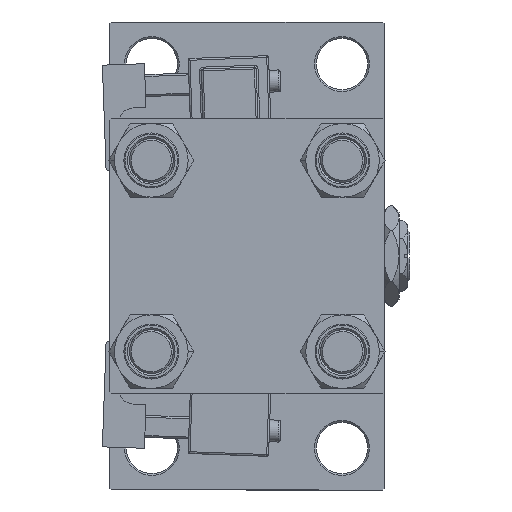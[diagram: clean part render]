
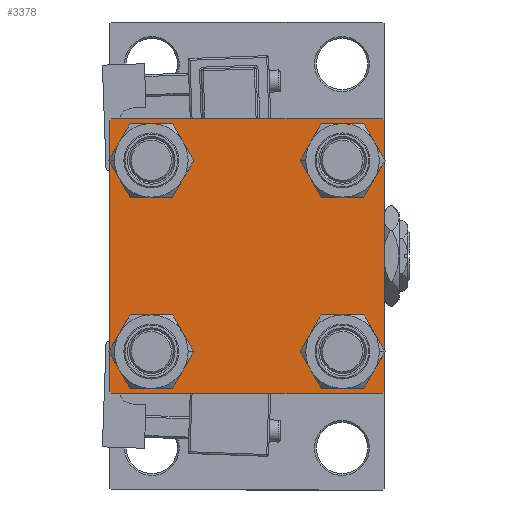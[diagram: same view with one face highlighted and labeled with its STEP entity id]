
A CAD part, left-side view. The second image highlights one B-rep face of the part: STEP entity #3378.
In plain terms, the highlighted planar face has unit normal (-1, 0, 0).
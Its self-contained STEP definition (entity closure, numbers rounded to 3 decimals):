
#347 = CARTESIAN_POINT ( 'NONE',  ( 0., 26.15, -19.65 ) ) ;
#654 = CARTESIAN_POINT ( 'NONE',  ( 0., 37.5, 37. ) ) ;
#917 = EDGE_CURVE ( 'NONE', #41112, #10124, #53010, .T. ) ;
#924 = ORIENTED_EDGE ( 'NONE', *, *, #917, .T. ) ;
#1131 = CARTESIAN_POINT ( 'NONE',  ( 0., 26.15, 19.65 ) ) ;
#1680 = DIRECTION ( 'NONE',  ( 0., 0., 1. ) ) ;
#2128 = ORIENTED_EDGE ( 'NONE', *, *, #7673, .T. ) ;
#3091 = LINE ( 'NONE', #52706, #52488 ) ;
#3253 = EDGE_CURVE ( 'NONE', #30576, #5161, #32660, .T. ) ;
#3378 = ADVANCED_FACE ( 'NONE', ( #28746, #29014, #41362, #33041, #49420 ), #37832, .T. ) ;
#3980 = DIRECTION ( 'NONE',  ( 0., 0., 1. ) ) ;
#5161 = VERTEX_POINT ( 'NONE', #14280 ) ;
#5176 = CARTESIAN_POINT ( 'NONE',  ( 0., -26.15, 26.15 ) ) ;
#5850 = VECTOR ( 'NONE', #17905, 1000. ) ;
#6287 = EDGE_CURVE ( 'NONE', #30818, #20797, #19931, .T. ) ;
#6397 = EDGE_CURVE ( 'NONE', #31405, #51446, #13074, .T. ) ;
#7446 = CARTESIAN_POINT ( 'NONE',  ( 0., -37.5, -37. ) ) ;
#7673 = EDGE_CURVE ( 'NONE', #51446, #31405, #49855, .T. ) ;
#7818 = AXIS2_PLACEMENT_3D ( 'NONE', #35471, #47836, #19897 ) ;
#7850 = LINE ( 'NONE', #8383, #21897 ) ;
#7873 = DIRECTION ( 'NONE',  ( 1., 0., 0. ) ) ;
#8005 = DIRECTION ( 'NONE',  ( 1., 0., 0. ) ) ;
#8383 = CARTESIAN_POINT ( 'NONE',  ( 0., -37.25, -37.25 ) ) ;
#8724 = CARTESIAN_POINT ( 'NONE',  ( 0., 37., -37.5 ) ) ;
#9364 = CIRCLE ( 'NONE', #11062, 6.5 ) ;
#9367 = VERTEX_POINT ( 'NONE', #44795 ) ;
#9831 = CARTESIAN_POINT ( 'NONE',  ( 0., -26.15, -32.65 ) ) ;
#9833 = ORIENTED_EDGE ( 'NONE', *, *, #49901, .T. ) ;
#9936 = DIRECTION ( 'NONE',  ( 1., 0., 0. ) ) ;
#10124 = VERTEX_POINT ( 'NONE', #51916 ) ;
#11062 = AXIS2_PLACEMENT_3D ( 'NONE', #19396, #7873, #24228 ) ;
#11069 = ORIENTED_EDGE ( 'NONE', *, *, #30726, .T. ) ;
#11801 = DIRECTION ( 'NONE',  ( 1., 0., 0. ) ) ;
#12393 = CARTESIAN_POINT ( 'NONE',  ( 0., -37., 37.5 ) ) ;
#12662 = CARTESIAN_POINT ( 'NONE',  ( 0., -26.15, -19.65 ) ) ;
#12684 = AXIS2_PLACEMENT_3D ( 'NONE', #5176, #50248, #1680 ) ;
#12910 = DIRECTION ( 'NONE',  ( -1., 0., 0. ) ) ;
#12971 = AXIS2_PLACEMENT_3D ( 'NONE', #46701, #9936, #34083 ) ;
#13074 = CIRCLE ( 'NONE', #43085, 6.5 ) ;
#14280 = CARTESIAN_POINT ( 'NONE',  ( 0., 26.15, -32.65 ) ) ;
#15173 = EDGE_LOOP ( 'NONE', ( #51862, #36694 ) ) ;
#15375 = AXIS2_PLACEMENT_3D ( 'NONE', #52803, #8005, #3980 ) ;
#15377 = DIRECTION ( 'NONE',  ( 0., -1., 0. ) ) ;
#15549 = DIRECTION ( 'NONE',  ( 0., 0., 1. ) ) ;
#16222 = CIRCLE ( 'NONE', #15375, 6.5 ) ;
#16241 = CARTESIAN_POINT ( 'NONE',  ( 0., 37.5, 37.5 ) ) ;
#17084 = CARTESIAN_POINT ( 'NONE',  ( 0., 37.5, -37.5 ) ) ;
#17905 = DIRECTION ( 'NONE',  ( 0., -0.707, -0.707 ) ) ;
#18651 = CARTESIAN_POINT ( 'NONE',  ( 0., -26.15, -26.15 ) ) ;
#18660 = EDGE_LOOP ( 'NONE', ( #11069, #50779 ) ) ;
#18727 = ORIENTED_EDGE ( 'NONE', *, *, #6287, .T. ) ;
#19144 = LINE ( 'NONE', #38486, #39138 ) ;
#19396 = CARTESIAN_POINT ( 'NONE',  ( 0., 26.15, -26.15 ) ) ;
#19481 = DIRECTION ( 'NONE',  ( 1., 0., 0. ) ) ;
#19570 = CARTESIAN_POINT ( 'NONE',  ( 0., 26.15, 26.15 ) ) ;
#19897 = DIRECTION ( 'NONE',  ( 0., 0., 1. ) ) ;
#19931 = CIRCLE ( 'NONE', #12971, 6.5 ) ;
#20564 = EDGE_CURVE ( 'NONE', #34956, #52143, #51238, .T. ) ;
#20797 = VERTEX_POINT ( 'NONE', #12662 ) ;
#21637 = DIRECTION ( 'NONE',  ( 0., -1., 0. ) ) ;
#21673 = CARTESIAN_POINT ( 'NONE',  ( 0., 37.25, -37.25 ) ) ;
#21897 = VECTOR ( 'NONE', #40576, 1000. ) ;
#23033 = VECTOR ( 'NONE', #15377, 1000. ) ;
#23569 = CIRCLE ( 'NONE', #42411, 6.5 ) ;
#24043 = DIRECTION ( 'NONE',  ( 0., 0., 1. ) ) ;
#24228 = DIRECTION ( 'NONE',  ( 0., 0., 1. ) ) ;
#24400 = CARTESIAN_POINT ( 'NONE',  ( 0., 26.15, 32.65 ) ) ;
#24475 = VERTEX_POINT ( 'NONE', #47691 ) ;
#24478 = VERTEX_POINT ( 'NONE', #7446 ) ;
#25409 = LINE ( 'NONE', #17084, #41988 ) ;
#26840 = ORIENTED_EDGE ( 'NONE', *, *, #44980, .T. ) ;
#27853 = CARTESIAN_POINT ( 'NONE',  ( 0., 37.25, 37.25 ) ) ;
#28433 = EDGE_CURVE ( 'NONE', #10124, #34170, #42878, .T. ) ;
#28480 = DIRECTION ( 'NONE',  ( 0., 0., 1. ) ) ;
#28746 = FACE_BOUND ( 'NONE', #18660, .T. ) ;
#29014 = FACE_BOUND ( 'NONE', #52942, .T. ) ;
#30117 = AXIS2_PLACEMENT_3D ( 'NONE', #39610, #19481, #24043 ) ;
#30428 = EDGE_CURVE ( 'NONE', #5161, #30576, #9364, .T. ) ;
#30476 = EDGE_CURVE ( 'NONE', #42274, #44386, #51872, .T. ) ;
#30576 = VERTEX_POINT ( 'NONE', #347 ) ;
#30726 = EDGE_CURVE ( 'NONE', #52143, #34956, #16222, .T. ) ;
#30818 = VERTEX_POINT ( 'NONE', #9831 ) ;
#31281 = ORIENTED_EDGE ( 'NONE', *, *, #35711, .T. ) ;
#31405 = VERTEX_POINT ( 'NONE', #1131 ) ;
#31478 = EDGE_LOOP ( 'NONE', ( #924, #35566, #31281, #9833, #45861, #47240, #41857, #49953 ) ) ;
#31482 = CARTESIAN_POINT ( 'NONE',  ( 0., 37.5, 37.5 ) ) ;
#32660 = CIRCLE ( 'NONE', #7818, 6.5 ) ;
#33041 = FACE_BOUND ( 'NONE', #50334, .T. ) ;
#33567 = ORIENTED_EDGE ( 'NONE', *, *, #6397, .T. ) ;
#34083 = DIRECTION ( 'NONE',  ( 0., 0., 1. ) ) ;
#34170 = VERTEX_POINT ( 'NONE', #8724 ) ;
#34223 = DIRECTION ( 'NONE',  ( 0., 0., 1. ) ) ;
#34678 = EDGE_CURVE ( 'NONE', #42274, #41112, #48525, .T. ) ;
#34956 = VERTEX_POINT ( 'NONE', #50488 ) ;
#35471 = CARTESIAN_POINT ( 'NONE',  ( 0., 26.15, -26.15 ) ) ;
#35566 = ORIENTED_EDGE ( 'NONE', *, *, #28433, .T. ) ;
#35711 = EDGE_CURVE ( 'NONE', #34170, #9367, #25409, .T. ) ;
#36069 = DIRECTION ( 'NONE',  ( 0., 0., -1. ) ) ;
#36694 = ORIENTED_EDGE ( 'NONE', *, *, #30428, .T. ) ;
#36770 = CARTESIAN_POINT ( 'NONE',  ( 0., -26.15, 32.65 ) ) ;
#36776 = CARTESIAN_POINT ( 'NONE',  ( 0., 37., 37.5 ) ) ;
#37418 = DIRECTION ( 'NONE',  ( 0., 0., -1. ) ) ;
#37832 = PLANE ( 'NONE',  #44664 ) ;
#38486 = CARTESIAN_POINT ( 'NONE',  ( 0., -37.25, 37.25 ) ) ;
#38532 = VECTOR ( 'NONE', #48262, 1000. ) ;
#39138 = VECTOR ( 'NONE', #51627, 1000. ) ;
#39610 = CARTESIAN_POINT ( 'NONE',  ( 0., 26.15, 26.15 ) ) ;
#40134 = EDGE_CURVE ( 'NONE', #24475, #24478, #3091, .T. ) ;
#40292 = VECTOR ( 'NONE', #37418, 1000. ) ;
#40576 = DIRECTION ( 'NONE',  ( 0., -0.707, 0.707 ) ) ;
#41112 = VERTEX_POINT ( 'NONE', #654 ) ;
#41362 = FACE_BOUND ( 'NONE', #15173, .T. ) ;
#41857 = ORIENTED_EDGE ( 'NONE', *, *, #30476, .F. ) ;
#41883 = CARTESIAN_POINT ( 'NONE',  ( 0., 0., 0. ) ) ;
#41988 = VECTOR ( 'NONE', #21637, 1000. ) ;
#42274 = VERTEX_POINT ( 'NONE', #36776 ) ;
#42411 = AXIS2_PLACEMENT_3D ( 'NONE', #18651, #51655, #34223 ) ;
#42878 = LINE ( 'NONE', #21673, #5850 ) ;
#43085 = AXIS2_PLACEMENT_3D ( 'NONE', #19570, #11801, #15549 ) ;
#44386 = VERTEX_POINT ( 'NONE', #12393 ) ;
#44664 = AXIS2_PLACEMENT_3D ( 'NONE', #41883, #12910, #28480 ) ;
#44795 = CARTESIAN_POINT ( 'NONE',  ( 0., -37., -37.5 ) ) ;
#44980 = EDGE_CURVE ( 'NONE', #20797, #30818, #23569, .T. ) ;
#45861 = ORIENTED_EDGE ( 'NONE', *, *, #40134, .F. ) ;
#46701 = CARTESIAN_POINT ( 'NONE',  ( 0., -26.15, -26.15 ) ) ;
#47240 = ORIENTED_EDGE ( 'NONE', *, *, #52984, .T. ) ;
#47691 = CARTESIAN_POINT ( 'NONE',  ( 0., -37.5, 37. ) ) ;
#47836 = DIRECTION ( 'NONE',  ( 1., 0., 0. ) ) ;
#48262 = DIRECTION ( 'NONE',  ( 0., 0.707, -0.707 ) ) ;
#48525 = LINE ( 'NONE', #27853, #38532 ) ;
#49420 = FACE_OUTER_BOUND ( 'NONE', #31478, .T. ) ;
#49855 = CIRCLE ( 'NONE', #30117, 6.5 ) ;
#49901 = EDGE_CURVE ( 'NONE', #9367, #24478, #7850, .T. ) ;
#49953 = ORIENTED_EDGE ( 'NONE', *, *, #34678, .T. ) ;
#50248 = DIRECTION ( 'NONE',  ( 1., 0., 0. ) ) ;
#50334 = EDGE_LOOP ( 'NONE', ( #2128, #33567 ) ) ;
#50488 = CARTESIAN_POINT ( 'NONE',  ( 0., -26.15, 19.65 ) ) ;
#50779 = ORIENTED_EDGE ( 'NONE', *, *, #20564, .T. ) ;
#51238 = CIRCLE ( 'NONE', #12684, 6.5 ) ;
#51446 = VERTEX_POINT ( 'NONE', #24400 ) ;
#51627 = DIRECTION ( 'NONE',  ( 0., 0.707, 0.707 ) ) ;
#51655 = DIRECTION ( 'NONE',  ( 1., 0., 0. ) ) ;
#51862 = ORIENTED_EDGE ( 'NONE', *, *, #3253, .T. ) ;
#51872 = LINE ( 'NONE', #31482, #23033 ) ;
#51916 = CARTESIAN_POINT ( 'NONE',  ( 0., 37.5, -37. ) ) ;
#52143 = VERTEX_POINT ( 'NONE', #36770 ) ;
#52488 = VECTOR ( 'NONE', #36069, 1000. ) ;
#52706 = CARTESIAN_POINT ( 'NONE',  ( 0., -37.5, 37.5 ) ) ;
#52803 = CARTESIAN_POINT ( 'NONE',  ( 0., -26.15, 26.15 ) ) ;
#52942 = EDGE_LOOP ( 'NONE', ( #26840, #18727 ) ) ;
#52984 = EDGE_CURVE ( 'NONE', #24475, #44386, #19144, .T. ) ;
#53010 = LINE ( 'NONE', #16241, #40292 ) ;
